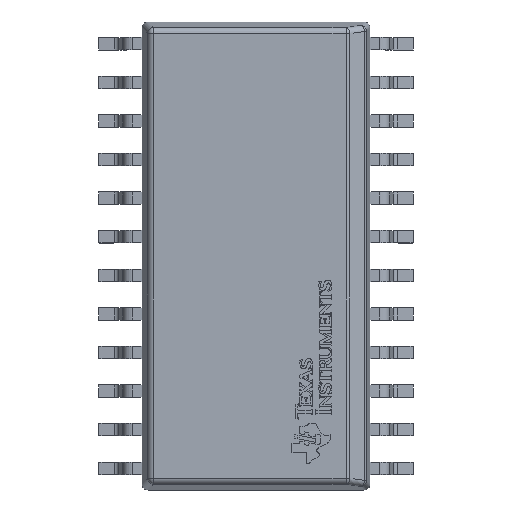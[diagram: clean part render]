
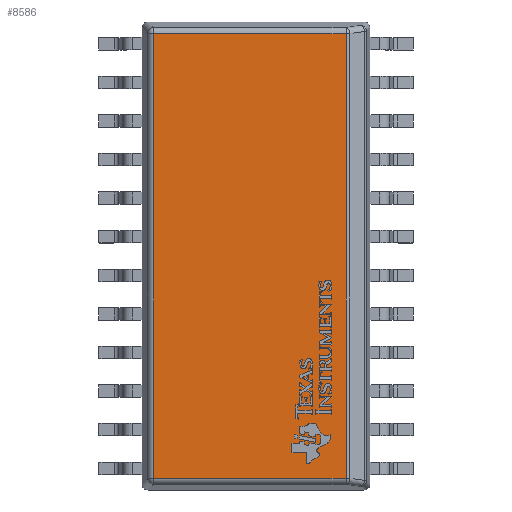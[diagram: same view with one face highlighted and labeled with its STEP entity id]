
A CAD part, top view. The second image highlights one B-rep face of the part: STEP entity #8586.
In plain terms, the highlighted face is planar.
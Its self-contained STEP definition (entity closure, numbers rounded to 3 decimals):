
#674=PLANE('',#9123);
#1007=FACE_OUTER_BOUND('',#1489,.T.);
#1489=EDGE_LOOP('',(#6041,#6042,#6043,#6044));
#1965=LINE('',#11268,#2867);
#1967=LINE('',#11276,#2869);
#1969=LINE('',#11286,#2871);
#1971=LINE('',#11295,#2873);
#2867=VECTOR('',#9556,14.635);
#2869=VECTOR('',#9564,6.33);
#2871=VECTOR('',#9576,14.635);
#2873=VECTOR('',#9588,6.33);
#3814=VERTEX_POINT('',#11265);
#3815=VERTEX_POINT('',#11267);
#3818=VERTEX_POINT('',#11275);
#3821=VERTEX_POINT('',#11285);
#4680=EDGE_CURVE('',#3814,#3815,#1965,.T.);
#4684=EDGE_CURVE('',#3815,#3818,#1967,.T.);
#4689=EDGE_CURVE('',#3818,#3821,#1969,.T.);
#4694=EDGE_CURVE('',#3821,#3814,#1971,.T.);
#6041=ORIENTED_EDGE('',*,*,#4680,.F.);
#6042=ORIENTED_EDGE('',*,*,#4694,.F.);
#6043=ORIENTED_EDGE('',*,*,#4689,.F.);
#6044=ORIENTED_EDGE('',*,*,#4684,.F.);
#8586=ADVANCED_FACE('',(#1007),#674,.T.);
#9123=AXIS2_PLACEMENT_3D('',#11327,#9624,#9625);
#9556=DIRECTION('',(1.,0.,0.));
#9564=DIRECTION('',(0.,0.,1.));
#9576=DIRECTION('',(-1.,0.,0.));
#9588=DIRECTION('',(0.,0.,-1.));
#9624=DIRECTION('center_axis',(0.,1.,0.));
#9625=DIRECTION('ref_axis',(0.,0.,1.));
#11265=CARTESIAN_POINT('',(-7.317,1.568,-3.367));
#11267=CARTESIAN_POINT('',(7.317,1.568,-3.367));
#11268=CARTESIAN_POINT('',(-1.875,1.568,-3.367));
#11275=CARTESIAN_POINT('',(7.317,1.568,2.962));
#11276=CARTESIAN_POINT('',(7.317,1.568,-0.888));
#11285=CARTESIAN_POINT('',(-7.317,1.568,2.962));
#11286=CARTESIAN_POINT('',(0.938,1.568,2.962));
#11295=CARTESIAN_POINT('',(-7.317,1.568,0.888));
#11327=CARTESIAN_POINT('Origin',(0.,1.568,0.));
